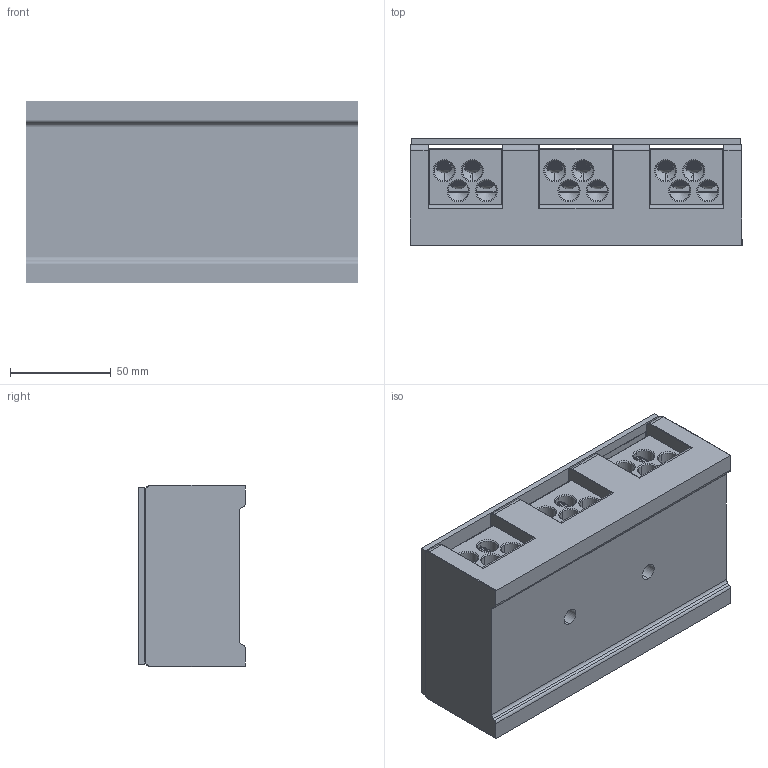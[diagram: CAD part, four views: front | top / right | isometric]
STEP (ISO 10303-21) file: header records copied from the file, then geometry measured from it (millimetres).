
FILE_DESCRIPTION((''),'2;1');
FILE_NAME('UDJ-3003_4_35','2024-07-04T',('dell'),(''),'PRO/ENGINEER BY PARAMETRIC TECHNOLOGY CORPORATION, 2013230','PRO/ENGINEER BY PARAMETRIC TECHNOLOGY CORPORATION, 2013230','');
FILE_SCHEMA(('AUTOMOTIVE_DESIGN { 1 0 10303 214 1 1 1 1 }'));
Products named in the file (1): UDJ-3003_4_35
Bounding box: 165 x 53 x 90 mm (x, y, z)
Volume: 560139.8 mm3; surface area: 136764.3 mm2
Topology: 4 solids, 24 shells, 2492 faces, 7221 edges, 4648 vertices
Faces by surface type: plane 1470, cylinder 569, bspline 252, cone 144, torus 28, sphere 26, extrusion 3
Entity records: 126080 total; most frequent: CARTESIAN_POINT 63625, ORIENTED_EDGE 14306, DIRECTION 11025, EDGE_CURVE 7153, VERTEX_POINT 4648, VECTOR 4637, LINE 4634, AXIS2_PLACEMENT_3D 3194
